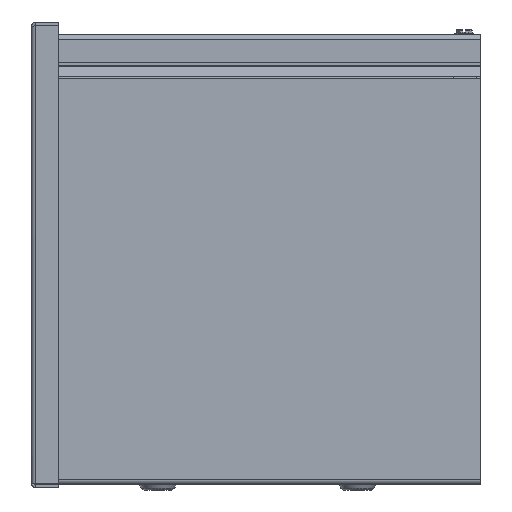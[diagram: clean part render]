
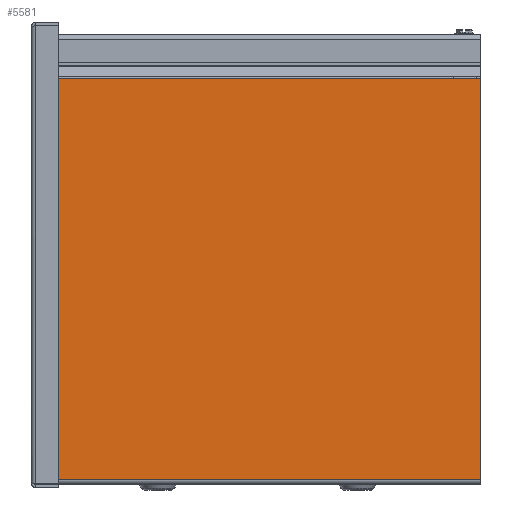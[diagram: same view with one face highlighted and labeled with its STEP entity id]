
A CAD part, left-side view. The second image highlights one B-rep face of the part: STEP entity #5581.
In plain terms, the highlighted planar face has unit normal (-1, 0, 0).
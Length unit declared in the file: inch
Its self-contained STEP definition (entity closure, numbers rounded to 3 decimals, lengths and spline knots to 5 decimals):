
#400=LINE('',#8165,#828);
#403=LINE('',#8171,#831);
#411=LINE('',#8194,#839);
#412=LINE('',#8198,#840);
#828=VECTOR('',#6707,10.0625);
#831=VECTOR('',#6712,9.04841);
#839=VECTOR('',#6744,10.0625);
#840=VECTOR('',#6751,9.04841);
#1235=PLANE('',#5993);
#1536=FACE_OUTER_BOUND('',#1909,.T.);
#1909=EDGE_LOOP('',(#3923,#3924,#3925,#3926));
#2465=VERTEX_POINT('',#8153);
#2466=VERTEX_POINT('',#8157);
#2468=VERTEX_POINT('',#8169);
#2471=VERTEX_POINT('',#8193);
#2999=EDGE_CURVE('',#2465,#2466,#400,.T.);
#3002=EDGE_CURVE('',#2468,#2466,#403,.T.);
#3014=EDGE_CURVE('',#2468,#2471,#411,.T.);
#3017=EDGE_CURVE('',#2465,#2471,#412,.T.);
#3923=ORIENTED_EDGE('',*,*,#2999,.T.);
#3924=ORIENTED_EDGE('',*,*,#3002,.F.);
#3925=ORIENTED_EDGE('',*,*,#3014,.T.);
#3926=ORIENTED_EDGE('',*,*,#3017,.F.);
#5581=ADVANCED_FACE('',(#1536),#1235,.F.);
#5993=AXIS2_PLACEMENT_3D('',#8206,#6763,#6764);
#6707=DIRECTION('',(0.,1.,0.));
#6712=DIRECTION('',(0.,0.,1.));
#6744=DIRECTION('',(0.,-1.,0.));
#6751=DIRECTION('',(0.,0.,-1.));
#6763=DIRECTION('center_axis',(1.,0.,0.));
#6764=DIRECTION('ref_axis',(0.,0.,-1.));
#8153=CARTESIAN_POINT('',(-9.0625,-5.03125,9.15366));
#8157=CARTESIAN_POINT('',(-9.0625,5.03125,9.15366));
#8165=CARTESIAN_POINT('',(-9.0625,2.51563,9.15366));
#8169=CARTESIAN_POINT('',(-9.0625,5.03125,0.10525));
#8171=CARTESIAN_POINT('',(-9.0625,5.03125,0.10525));
#8193=CARTESIAN_POINT('',(-9.0625,-5.03125,0.10525));
#8194=CARTESIAN_POINT('',(-9.0625,0.,0.10525));
#8198=CARTESIAN_POINT('',(-9.0625,-5.03125,-0.04012));
#8206=CARTESIAN_POINT('Origin',(-9.0625,0.,4.60378));
